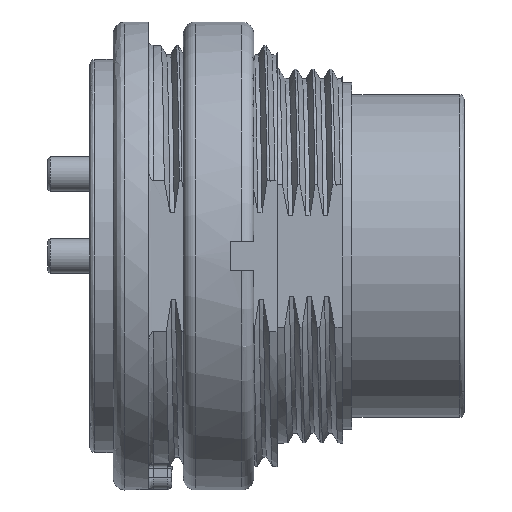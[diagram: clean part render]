
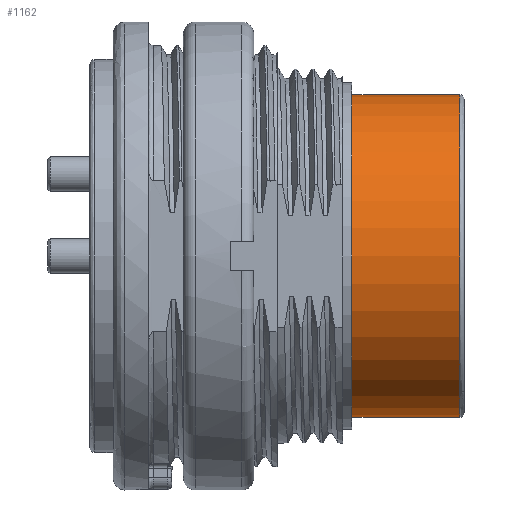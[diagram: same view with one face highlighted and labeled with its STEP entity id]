
A CAD part, front view. The second image highlights one B-rep face of the part: STEP entity #1162.
In plain terms, the highlighted cylindrical face has radius 6.9 mm (diameter 13.8 mm), a full revolution.
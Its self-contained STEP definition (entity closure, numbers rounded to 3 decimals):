
#538=CYLINDRICAL_SURFACE('',#5252,6.9);
#1162=ADVANCED_FACE('',(#1459,#1460),#538,.T.);
#1459=FACE_BOUND('',#1648,.T.);
#1460=FACE_BOUND('',#1649,.T.);
#1648=EDGE_LOOP('',(#2566));
#1649=EDGE_LOOP('',(#2567));
#1975=CIRCLE('',#5249,6.9);
#1976=CIRCLE('',#5251,6.9);
#2566=ORIENTED_EDGE('',*,*,#4323,.F.);
#2567=ORIENTED_EDGE('',*,*,#4324,.F.);
#3762=VERTEX_POINT('',#11167);
#3763=VERTEX_POINT('',#11170);
#4323=EDGE_CURVE('',#3762,#3762,#1975,.T.);
#4324=EDGE_CURVE('',#3763,#3763,#1976,.T.);
#5249=AXIS2_PLACEMENT_3D('',#11166,#5815,#5816);
#5251=AXIS2_PLACEMENT_3D('',#11169,#5819,#5820);
#5252=AXIS2_PLACEMENT_3D('',#11171,#5821,#5822);
#5815=DIRECTION('',(-1.,0.,0.));
#5816=DIRECTION('',(0.,1.,0.));
#5819=DIRECTION('',(1.,0.,0.));
#5820=DIRECTION('',(0.,1.,0.));
#5821=DIRECTION('',(-1.,0.,0.));
#5822=DIRECTION('',(0.,1.,0.));
#11166=CARTESIAN_POINT('',(3.6,0.,0.));
#11167=CARTESIAN_POINT('',(3.6,6.9,0.));
#11169=CARTESIAN_POINT('',(8.2,0.,0.));
#11170=CARTESIAN_POINT('',(8.2,6.9,0.));
#11171=CARTESIAN_POINT('',(8.2,0.,0.));
